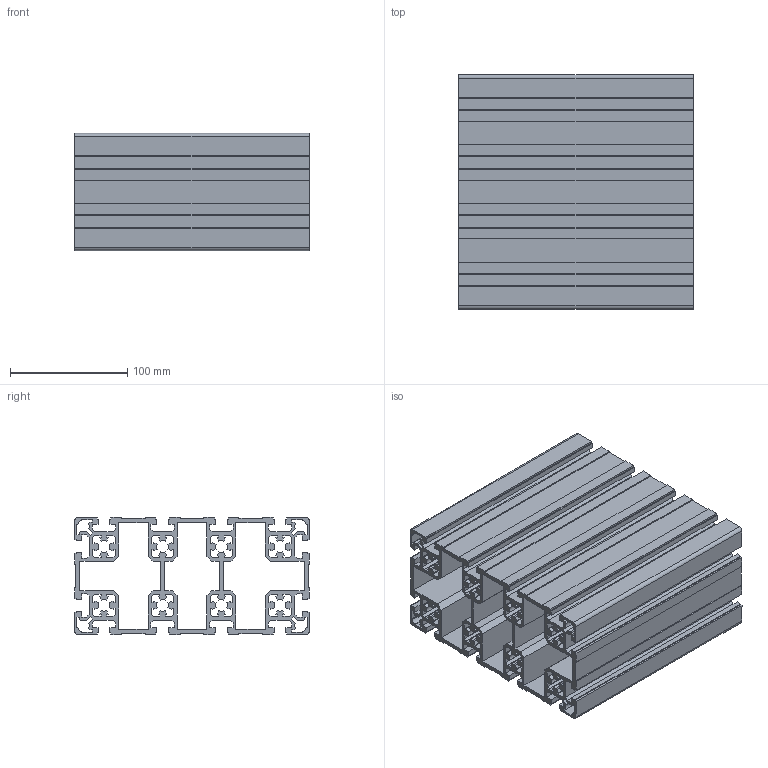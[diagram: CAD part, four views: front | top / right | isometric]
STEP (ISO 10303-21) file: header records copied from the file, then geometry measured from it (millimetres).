
FILE_DESCRIPTION (( 'STEP AP214' ), '1' );
FILE_NAME ('3_842_993_178_200-Bosch.step', '2020-07-03T06:40:23', ( '' ), ( '' ), 'SwSTEP 2.0', 'SolidWorks 2010', '' );
FILE_SCHEMA (( 'AUTOMOTIVE_DESIGN' ));
Length unit declared in the file: millimetre
Products named in the file (1): 3_842_993_178_200-Bosch
Bounding box: 200 x 200 x 100 mm (x, y, z)
Volume: 1079152.3 mm3; surface area: 645539.4 mm2
Topology: 1 solids, 1 shells, 652 faces, 1950 edges, 1300 vertices
Faces by surface type: plane 594, cylinder 58
Entity records: 21684 total; most frequent: CARTESIAN_POINT 3903, ORIENTED_EDGE 3900, DIRECTION 3372, EDGE_CURVE 1950, LINE 1834, VECTOR 1834, VERTEX_POINT 1300, AXIS2_PLACEMENT_3D 769
